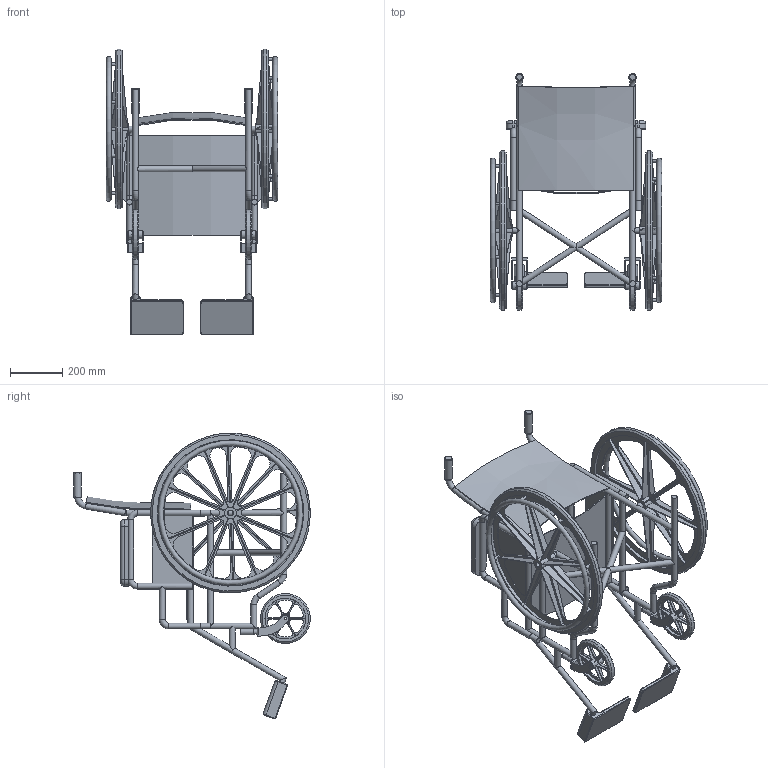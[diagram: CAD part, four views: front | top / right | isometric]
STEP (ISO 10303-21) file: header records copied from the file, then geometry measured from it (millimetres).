
FILE_DESCRIPTION (( 'STEP AP214' ), '1' );
FILE_NAME ('Wheelchair.STEP', '2013-03-27T03:42:59', ( '' ), ( '' ), 'SwSTEP 2.0', 'SolidWorks 2013', '' );
FILE_SCHEMA (( 'AUTOMOTIVE_DESIGN' ));
Length unit declared in the file: inch
Products named in the file (12): Grip; FootRest; Back; Caster; CasterFork; WheelSmall; WheelLarge; Seat; ArmPad; Arm; SideFrame; Wheelchair
Assembly tree (17 placements, depth 3):
  Wheelchair
    SideFrame
    Arm  x2
    ArmPad  x2
    Seat
    WheelLarge  x2
    Caster  x2
      WheelSmall
      CasterFork
    Back
    FootRest  x2
    Grip  x2
Bounding box: 654.05 x 903.26 x 1090.73 mm (x, y, z)
Volume: 11926627.9 mm3; surface area: 3337173 mm2
Topology: 27 solids, 27 shells, 818 faces, 2187 edges, 1418 vertices
Faces by surface type: plane 458, cylinder 298, torus 46, cone 8, bspline 4, sphere 4
Full cylindrical faces by diameter (mm): 7.937 x4, 7.938 x2, 11.113 x16, 19.05 x10, 22.225 x52, 28.575 x2, 31.75 x4, 44.45 x4, 155.575 x4, 190.5 x2, 558.8 x4, 609.6 x2
Entity records: 14254 total; most frequent: CARTESIAN_POINT 3028, DIRECTION 2224, ORIENTED_EDGE 2096, EDGE_CURVE 1048, AXIS2_PLACEMENT_3D 846, VERTEX_POINT 732, EDGE_LOOP 620, FACE_OUTER_BOUND 539
